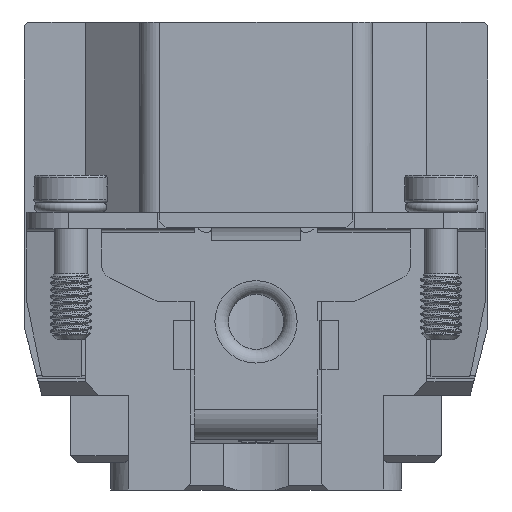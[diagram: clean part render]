
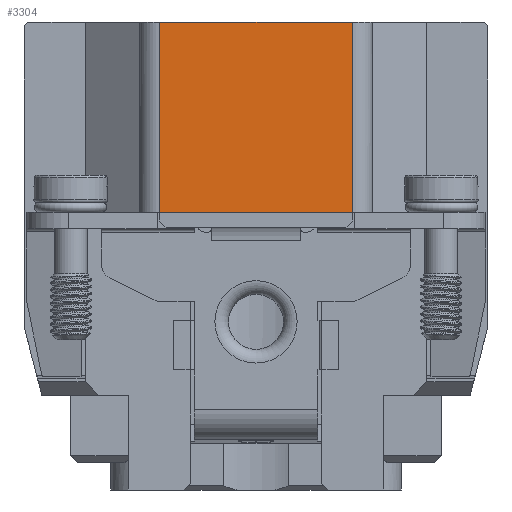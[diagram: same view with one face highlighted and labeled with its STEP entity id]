
A CAD part, left-side view. The second image highlights one B-rep face of the part: STEP entity #3304.
In plain terms, the highlighted planar face has unit normal (-1, 0, 0).
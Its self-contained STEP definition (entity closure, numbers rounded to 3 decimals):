
#3304=ADVANCED_FACE('',(#5952),#4910,.T.);
#4910=PLANE('',#28069);
#5952=FACE_OUTER_BOUND('',#6975,.T.);
#6975=EDGE_LOOP('',(#14385,#14386,#14387,#14388));
#9305=LINE('',#38853,#11627);
#9415=LINE('',#39189,#11737);
#9555=LINE('',#39728,#11877);
#9556=LINE('',#39730,#11878);
#11627=VECTOR('',#30791,1.);
#11737=VECTOR('',#30979,1.);
#11877=VECTOR('',#31319,1.);
#11878=VECTOR('',#31322,1.);
#14385=ORIENTED_EDGE('',*,*,#24408,.T.);
#14386=ORIENTED_EDGE('',*,*,#24052,.T.);
#14387=ORIENTED_EDGE('',*,*,#24409,.T.);
#14388=ORIENTED_EDGE('',*,*,#24198,.F.);
#21394=VERTEX_POINT('',#38852);
#21395=VERTEX_POINT('',#38854);
#21529=VERTEX_POINT('',#39188);
#21530=VERTEX_POINT('',#39190);
#24052=EDGE_CURVE('',#21395,#21394,#9305,.T.);
#24198=EDGE_CURVE('',#21529,#21530,#9415,.T.);
#24408=EDGE_CURVE('',#21529,#21395,#9555,.T.);
#24409=EDGE_CURVE('',#21394,#21530,#9556,.T.);
#28069=AXIS2_PLACEMENT_3D('',#39731,#31323,#31324);
#30791=DIRECTION('',(0.,-1.,0.));
#30979=DIRECTION('',(0.,-1.,0.));
#31319=DIRECTION('',(0.,0.,-1.));
#31322=DIRECTION('',(0.,0.,1.));
#31323=DIRECTION('',(-1.,0.,0.));
#31324=DIRECTION('',(0.,0.,1.));
#38852=CARTESIAN_POINT('',(-55.4,-7.,-19.85));
#38853=CARTESIAN_POINT('',(-55.4,-4.9,-19.85));
#38854=CARTESIAN_POINT('',(-55.4,7.,-19.85));
#39188=CARTESIAN_POINT('',(-55.4,7.,-6.));
#39189=CARTESIAN_POINT('',(-55.4,-4.9,-6.));
#39190=CARTESIAN_POINT('',(-55.4,-7.,-6.));
#39728=CARTESIAN_POINT('',(-55.4,7.,1.8));
#39730=CARTESIAN_POINT('',(-55.4,-7.,1.8));
#39731=CARTESIAN_POINT('',(-55.4,-4.9,1.8));
